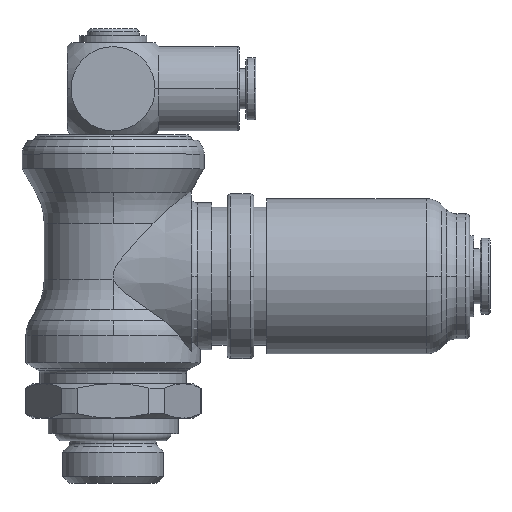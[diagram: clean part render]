
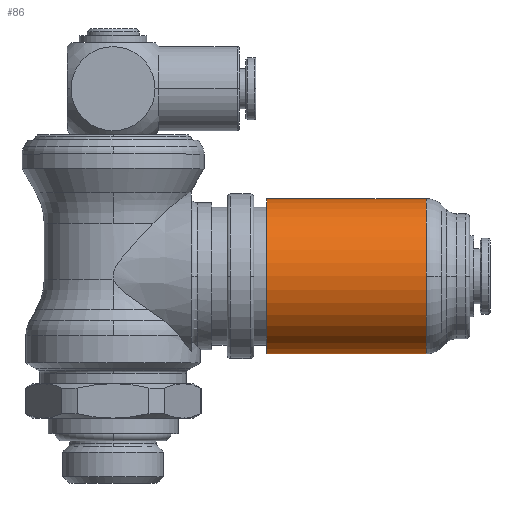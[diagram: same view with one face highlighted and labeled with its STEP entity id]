
A CAD part, top view. The second image highlights one B-rep face of the part: STEP entity #86.
In plain terms, the highlighted cylindrical face has radius 10.15 mm (diameter 20.3 mm), a partial arc.
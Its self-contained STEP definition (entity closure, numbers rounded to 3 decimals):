
#86=ADVANCED_FACE('',(#305),#306,.T.);
#305=FACE_OUTER_BOUND('',#684,.T.);
#306=CYLINDRICAL_SURFACE('',#685,10.15);
#684=EDGE_LOOP('',(#1305,#1306,#1307,#1308,#1309));
#685=AXIS2_PLACEMENT_3D('',#1310,#1311,#1312);
#1305=ORIENTED_EDGE('',*,*,#2575,.F.);
#1306=ORIENTED_EDGE('',*,*,#2576,.T.);
#1307=ORIENTED_EDGE('',*,*,#2577,.F.);
#1308=ORIENTED_EDGE('',*,*,#2578,.F.);
#1309=ORIENTED_EDGE('',*,*,#2572,.F.);
#1310=CARTESIAN_POINT('',(30.499,27.05,0.0));
#1311=DIRECTION('',(1.0,0.0,0.0));
#1312=DIRECTION('',(0.0,1.0,0.0));
#2572=EDGE_CURVE('',#3152,#3154,#3155,.T.);
#2575=EDGE_CURVE('',#3158,#3152,#3159,.T.);
#2576=EDGE_CURVE('',#3158,#3160,#3161,.T.);
#2577=EDGE_CURVE('',#3162,#3160,#3163,.T.);
#2578=EDGE_CURVE('',#3154,#3162,#3164,.T.);
#3152=VERTEX_POINT('',#4084);
#3154=VERTEX_POINT('',#4086);
#3155=CIRCLE('',#4087,10.15);
#3158=VERTEX_POINT('',#4090);
#3159=LINE('',#4091,#4092);
#3160=VERTEX_POINT('',#4093);
#3161=CIRCLE('',#4094,10.15);
#3162=VERTEX_POINT('',#4095);
#3163=LINE('',#4096,#4097);
#3164=CIRCLE('',#4098,10.15);
#4084=CARTESIAN_POINT('',(40.899,37.2,0.0));
#4086=CARTESIAN_POINT('',(40.899,27.05,10.15));
#4087=AXIS2_PLACEMENT_3D('',#5410,#5411,#5412);
#4090=CARTESIAN_POINT('',(20.1,37.2,0.0));
#4091=CARTESIAN_POINT('',(30.499,37.2,0.));
#4092=VECTOR('',#5419,1.0);
#4093=CARTESIAN_POINT('',(20.1,16.9,0.));
#4094=AXIS2_PLACEMENT_3D('',#5420,#5421,#5422);
#4095=CARTESIAN_POINT('',(40.899,16.9,0.));
#4096=CARTESIAN_POINT('',(30.499,16.9,0.));
#4097=VECTOR('',#5423,1.0);
#4098=AXIS2_PLACEMENT_3D('',#5424,#5425,#5426);
#5410=CARTESIAN_POINT('',(40.899,27.05,0.0));
#5411=DIRECTION('',(1.0,0.0,0.0));
#5412=DIRECTION('',(0.0,1.0,0.0));
#5419=DIRECTION('',(1.0,0.0,0.0));
#5420=CARTESIAN_POINT('',(20.1,27.05,0.0));
#5421=DIRECTION('',(1.0,0.0,0.0));
#5422=DIRECTION('',(0.0,1.0,0.0));
#5423=DIRECTION('',(-1.0,-0.0,-0.0));
#5424=CARTESIAN_POINT('',(40.899,27.05,0.0));
#5425=DIRECTION('',(1.0,0.0,0.0));
#5426=DIRECTION('',(0.0,1.0,0.0));
